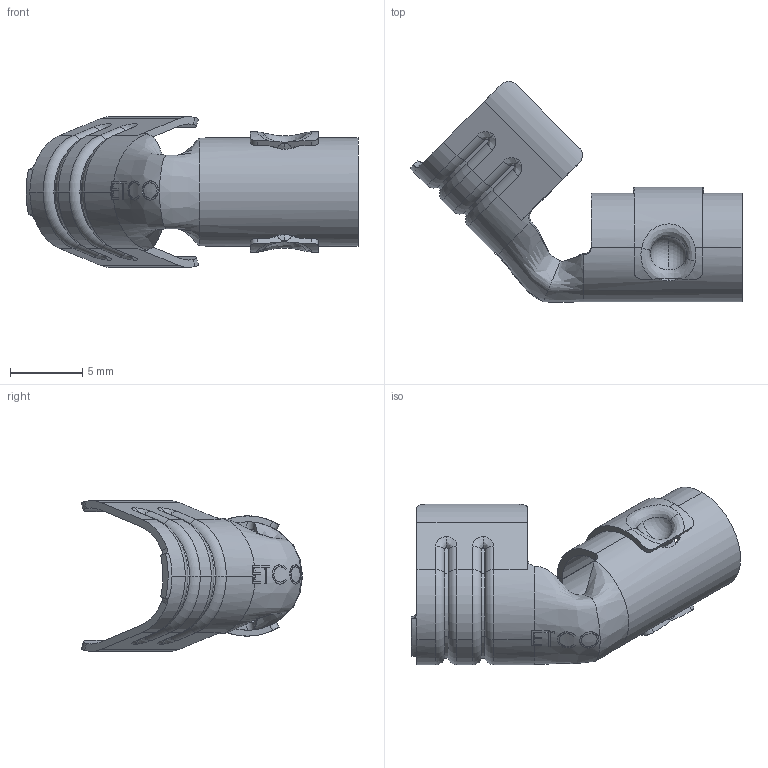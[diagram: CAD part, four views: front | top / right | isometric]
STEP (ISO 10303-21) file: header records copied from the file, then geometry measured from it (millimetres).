
FILE_DESCRIPTION (( 'STEP AP203' ), '1' );
FILE_NAME ('SP10-W-135.STEP', '2019-11-05T15:54:15', ( 'tempuser' ), ( 'Microsoft' ), 'SwSTEP 2.0', 'SolidWorks 2019', '' );
FILE_SCHEMA (( 'CONFIG_CONTROL_DESIGN' ));
Length unit declared in the file: inch
Products named in the file (3): SP10-W-135_SP10-W-135 without carrier; SCA4 expanded for mating_SCA4-B; SP10-W-135
Assembly tree (2 placements, depth 2):
  SP10-W-135
    SP10-W-135_SP10-W-135 without carrier
    SCA4 expanded for mating_SCA4-B
Bounding box: 22.93 x 15.26 x 10.41 mm (x, y, z)
Volume: 272.6 mm3; surface area: 1193.3 mm2
Topology: 2 solids, 2 shells, 230 faces, 648 edges, 422 vertices
Faces by surface type: bspline 97, cylinder 67, plane 40, torus 18, sphere 8
Entity records: 13293 total; most frequent: CARTESIAN_POINT 7856, ORIENTED_EDGE 1296, DIRECTION 756, EDGE_CURVE 648, VERTEX_POINT 422, B_SPLINE_CURVE_WITH_KNOTS 314, AXIS2_PLACEMENT_3D 294, EDGE_LOOP 234
